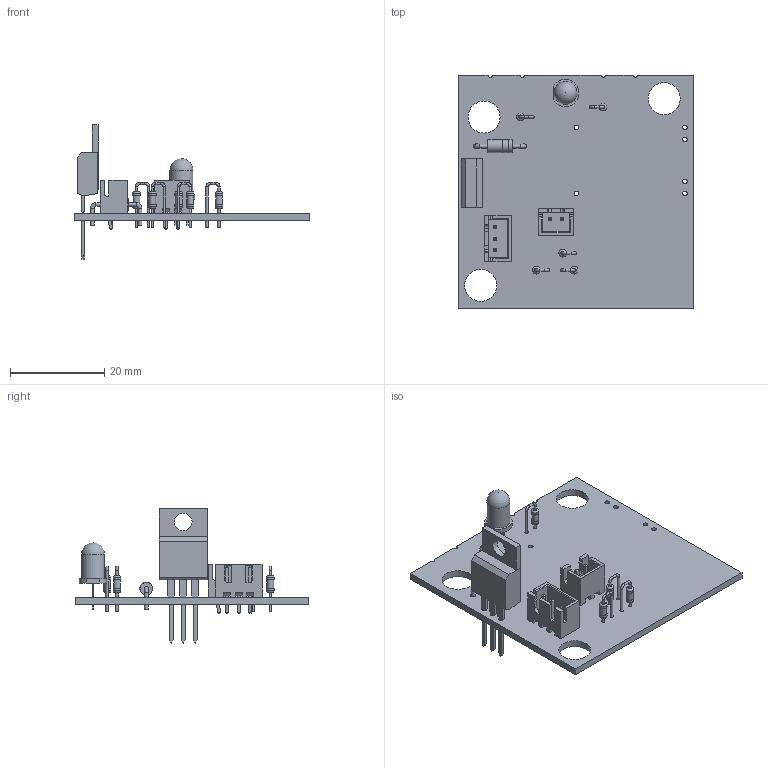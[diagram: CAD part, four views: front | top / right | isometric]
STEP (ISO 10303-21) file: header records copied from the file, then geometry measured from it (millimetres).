
FILE_DESCRIPTION(('KiCad electronic assembly'),'2;1');
FILE_NAME('boitier_central_proj.step','2025-07-07T10:41:05',('Pcbnew'),( 'Kicad'),'Open CASCADE STEP processor 7.6','KiCad to STEP converter' ,'Unknown');
FILE_SCHEMA(('AUTOMOTIVE_DESIGN { 1 0 10303 214 1 1 1 1 }'));
Length unit declared in the file: millimetre
Products named in the file (8): boitier_central_proj 1; JST_XH_B3B-XH-A_1x03_P2.50mm_Vertical; LED_D5.0mm; R_Axial_DIN0204_L3.6mm_D1.6mm_P2.54mm_Vertical; D_DO-41_SOD81_P10.16mm_Horizontal; TO-220-3_Vertical; JST_XH_B2B-XH-A_1x02_P2.50mm_Vertical; boitier_central_proj_PCB
Assembly tree (11 placements, depth 2):
  boitier_central_proj 1
    JST_XH_B3B-XH-A_1x03_P2.50mm_Vertical
    LED_D5.0mm
    R_Axial_DIN0204_L3.6mm_D1.6mm_P2.54mm_Vertical  x5
    D_DO-41_SOD81_P10.16mm_Horizontal
    TO-220-3_Vertical
    JST_XH_B2B-XH-A_1x02_P2.50mm_Vertical
    boitier_central_proj_PCB
Bounding box: 50 x 49.6 x 28.52 mm (x, y, z)
Volume: 4634.7 mm3; surface area: 7243 mm2
Topology: 11 solids, 11 shells, 419 faces, 1020 edges, 659 vertices
Faces by surface type: plane 304, cylinder 92, torus 22, sphere 1
Full cylindrical faces by diameter (mm): 0.5 x20, 0.7 x10, 0.8 x4, 0.9 x2, 0.95 x3, 1 x8, 1.1 x5, 1.44 x5, 1.6 x10, 2.7 x2, 2.72 x1, 3.735 x1, 4.9 x1, 6.8 x3
Entity records: 10879 total; most frequent: CARTESIAN_POINT 1869, ORIENTED_EDGE 1822, DIRECTION 1774, EDGE_CURVE 911, LINE 774, VECTOR 774, VERTEX_POINT 595, AXIS2_PLACEMENT_3D 500
